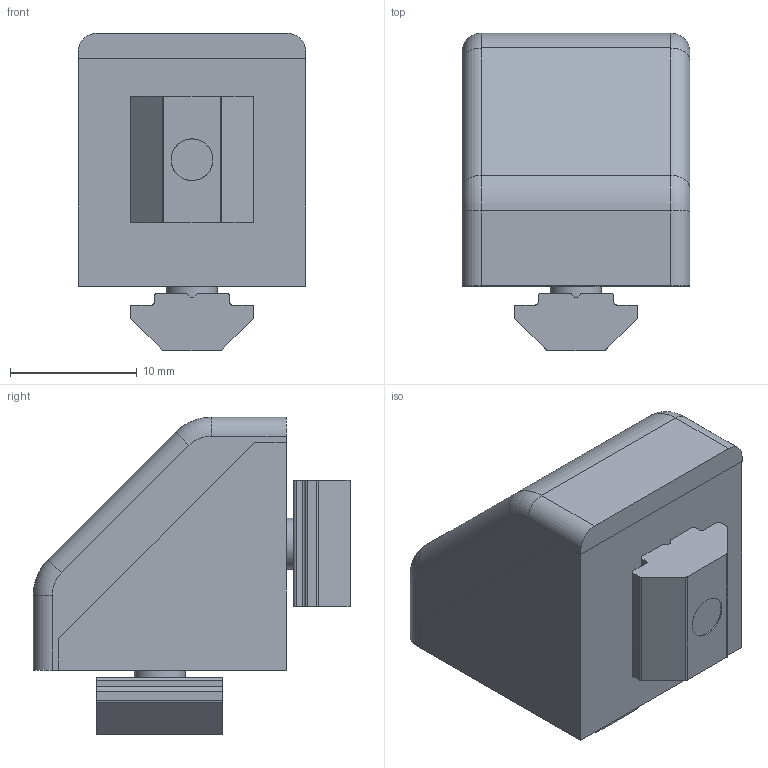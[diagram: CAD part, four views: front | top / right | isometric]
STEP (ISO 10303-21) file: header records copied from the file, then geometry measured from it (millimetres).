
FILE_DESCRIPTION(('STEP AP203'),'1');
FILE_NAME('FIXE06B1220.stp','2023-10-17T06:39:51',(' '),(' '),'Spatial InterOp 3D',' ',' ');
FILE_SCHEMA(('CONFIG_CONTROL_DESIGN'));
Length unit declared in the file: millimetre
Products named in the file (7): Kit Equerre 6 20x20x20 Al brut; Cache Cache 5 20x20; Equerre 6 20x20x20 Al brut; Kit de fixation; Vis BHC - M4x8; Ecrou coulisseau 6-20 St M4
Assembly tree (8 placements, depth 3):
  Kit Equerre 6 20x20x20 Al brut
    Cache Cache 5 20x20
    Equerre 6 20x20x20 Al brut
    Kit de fixation
      Vis BHC - M4x8
      Ecrou coulisseau 6-20 St M4
    Kit de fixation
      Vis BHC - M4x8
      Ecrou coulisseau 6-20 St M4
Bounding box: 18 x 25.1 x 25.1 mm (x, y, z)
Volume: 5080.8 mm3; surface area: 4377.7 mm2
Topology: 6 solids, 6 shells, 146 faces, 385 edges, 252 vertices
Faces by surface type: plane 81, cylinder 55, torus 4, cone 4, sphere 2
Full cylindrical faces by diameter (mm): 3.3 x2, 4 x4
Entity records: 4519 total; most frequent: CARTESIAN_POINT 612, DIRECTION 529, ORIENTED_EDGE 496, EDGE_CURVE 248, AXIS2_PLACEMENT_3D 185, PROPERTY_DEFINITION_REPRESENTATION 183, GENERAL_PROPERTY_ASSOCIATION 183, PROPERTY_DEFINITION 183
